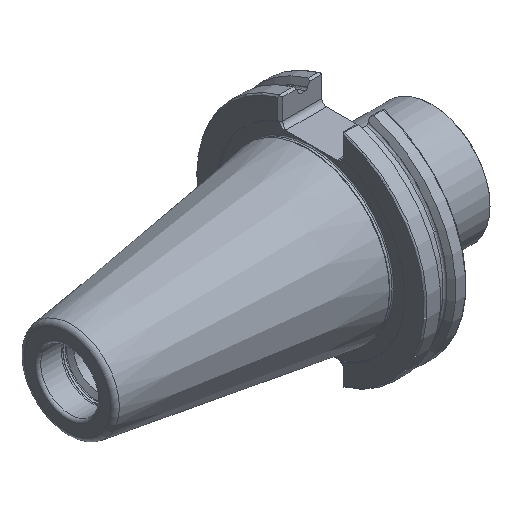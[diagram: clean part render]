
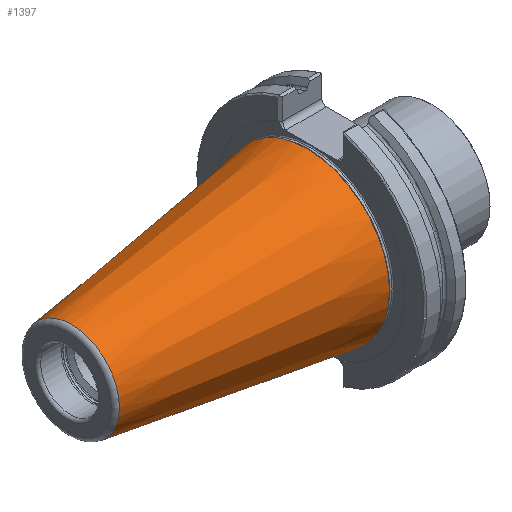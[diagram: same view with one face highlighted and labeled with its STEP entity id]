
A CAD part, isometric view. The second image highlights one B-rep face of the part: STEP entity #1397.
In plain terms, the highlighted conical face has half-angle 8.297 degrees and reference radius 34.925 mm.
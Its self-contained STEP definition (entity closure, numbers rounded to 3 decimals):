
#72 = CIRCLE ( 'NONE', #3616, 34.925 ) ;
#136 = DIRECTION ( 'NONE',  ( 0., 0., 1. ) ) ;
#236 = CARTESIAN_POINT ( 'NONE',  ( 0., 0., 34.925 ) ) ;
#331 = DIRECTION ( 'NONE',  ( 0., 0., 1. ) ) ;
#432 = CARTESIAN_POINT ( 'NONE',  ( 0., 0., 0. ) ) ;
#578 = EDGE_LOOP ( 'NONE', ( #1875 ) ) ;
#1210 = ORIENTED_EDGE ( 'NONE', *, *, #4731, .T. ) ;
#1353 = CARTESIAN_POINT ( 'NONE',  ( -99.889, 0., 0. ) ) ;
#1397 = ADVANCED_FACE ( 'NONE', ( #2628, #3852 ), #1930, .T. ) ;
#1637 = CARTESIAN_POINT ( 'NONE',  ( -99.889, 0., 20.358 ) ) ;
#1775 = AXIS2_PLACEMENT_3D ( 'NONE', #1353, #3922, #331 ) ;
#1875 = ORIENTED_EDGE ( 'NONE', *, *, #3437, .F. ) ;
#1930 = CONICAL_SURFACE ( 'NONE', #2832, 34.925, 0.145 ) ;
#2209 = DIRECTION ( 'NONE',  ( 0., 0., -1. ) ) ;
#2604 = DIRECTION ( 'NONE',  ( 1., 0., 0. ) ) ;
#2628 = FACE_BOUND ( 'NONE', #578, .T. ) ;
#2713 = DIRECTION ( 'NONE',  ( -1., 0., 0. ) ) ;
#2832 = AXIS2_PLACEMENT_3D ( 'NONE', #432, #2604, #2209 ) ;
#3037 = VERTEX_POINT ( 'NONE', #236 ) ;
#3437 = EDGE_CURVE ( 'NONE', #4119, #4119, #3457, .T. ) ;
#3457 = CIRCLE ( 'NONE', #1775, 20.358 ) ;
#3616 = AXIS2_PLACEMENT_3D ( 'NONE', #4502, #2713, #136 ) ;
#3852 = FACE_OUTER_BOUND ( 'NONE', #4054, .T. ) ;
#3922 = DIRECTION ( 'NONE',  ( -1., 0., 0. ) ) ;
#4054 = EDGE_LOOP ( 'NONE', ( #1210 ) ) ;
#4119 = VERTEX_POINT ( 'NONE', #1637 ) ;
#4502 = CARTESIAN_POINT ( 'NONE',  ( 0., 0., 0. ) ) ;
#4731 = EDGE_CURVE ( 'NONE', #3037, #3037, #72, .T. ) ;
